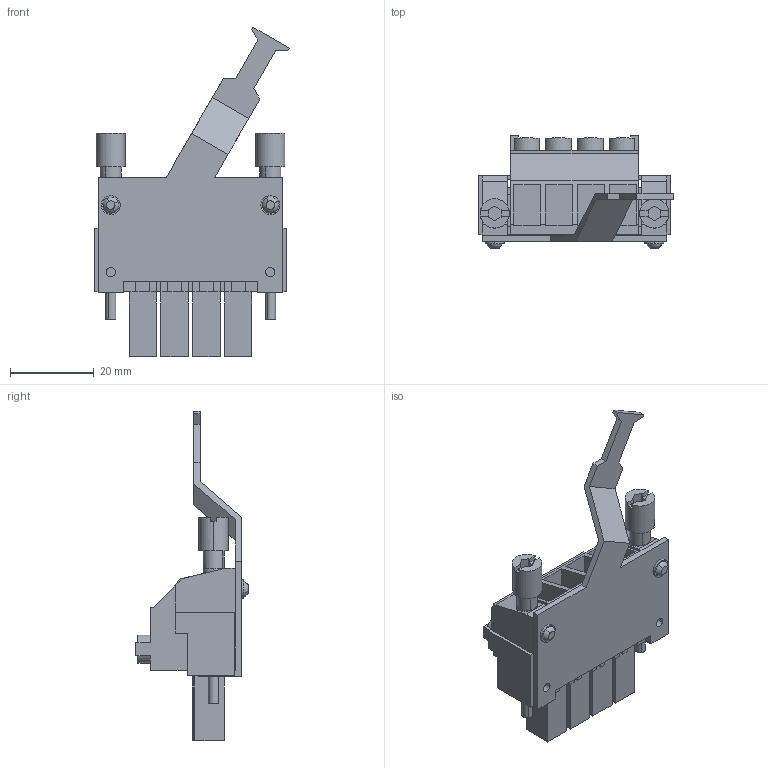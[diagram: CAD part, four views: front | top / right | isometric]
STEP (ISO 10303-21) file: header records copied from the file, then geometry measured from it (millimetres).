
FILE_DESCRIPTION(('CATIA V5R24 STEP','CAx-IF Rec.Pracs.--- Model Styling and Organization---1.2---2011-12-15'),'2;1');
FILE_NAME ('D1459327_0_1929860000_1929860000.stp','2018-02-05T11:57:11+00:00',('none'),('Weidmueller'),'CATIA Version 5-6 Release 2014 SP4 HF52','CATIA V5 STEP AP214','none');
FILE_SCHEMA(('AUTOMOTIVE_DESIGN { 1 0 10303 214 1 1 1 1 }'));
Length unit declared in the file: millimetre
Products named in the file (1): 1929860000
Bounding box: 46.43 x 26.8 x 78.67 mm (x, y, z)
Volume: 20648.9 mm3; surface area: 17557.2 mm2
Topology: 12 solids, 14 shells, 606 faces, 1658 edges, 1109 vertices
Faces by surface type: plane 518, cylinder 72, extrusion 8, sphere 8
Entity records: 18993 total; most frequent: CARTESIAN_POINT 3817, ORIENTED_EDGE 3316, DIRECTION 2540, EDGE_CURVE 1658, VECTOR 1454, LINE 1446, VERTEX_POINT 1109, EDGE_LOOP 663
